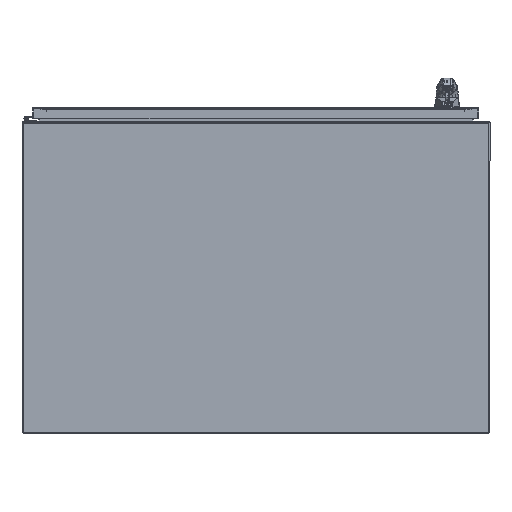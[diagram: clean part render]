
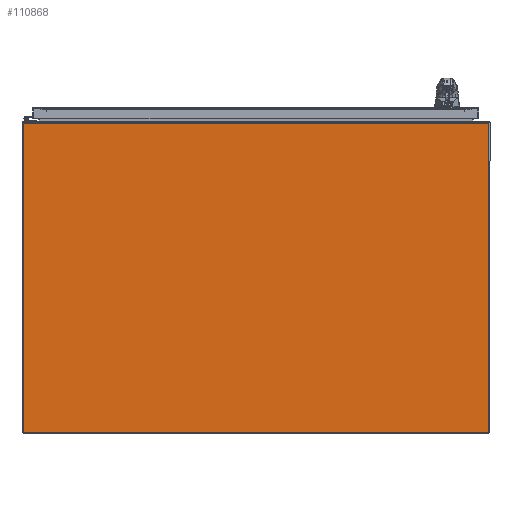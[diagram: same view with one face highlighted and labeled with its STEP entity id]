
A CAD part, front view. The second image highlights one B-rep face of the part: STEP entity #110868.
In plain terms, the highlighted face is planar.
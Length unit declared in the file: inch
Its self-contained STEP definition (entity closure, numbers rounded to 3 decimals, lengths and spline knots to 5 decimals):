
#3855 = VERTEX_POINT ( 'NONE', #36372 ) ;
#17590 = VECTOR ( 'NONE', #17956, 39.37008 ) ;
#17956 = DIRECTION ( 'NONE',  ( 1., 0., 0. ) ) ;
#21318 = VERTEX_POINT ( 'NONE', #90997 ) ;
#24294 = CARTESIAN_POINT ( 'NONE',  ( 35.9376, 0., 0. ) ) ;
#32696 = LINE ( 'NONE', #142298, #96467 ) ;
#35936 = DIRECTION ( 'NONE',  ( 0., -1., 0. ) ) ;
#36372 = CARTESIAN_POINT ( 'NONE',  ( 0., -23.90635, 0. ) ) ;
#42350 = LINE ( 'NONE', #24294, #130410 ) ;
#43878 = DIRECTION ( 'NONE',  ( -1., 0., 0. ) ) ;
#48786 = DIRECTION ( 'NONE',  ( 0., 0., 1. ) ) ;
#57573 = ORIENTED_EDGE ( 'NONE', *, *, #87893, .T. ) ;
#61168 = CARTESIAN_POINT ( 'NONE',  ( 35.9376, -23.90635, 0. ) ) ;
#62623 = EDGE_CURVE ( 'NONE', #64147, #21318, #85253, .T. ) ;
#64147 = VERTEX_POINT ( 'NONE', #123278 ) ;
#67622 = ORIENTED_EDGE ( 'NONE', *, *, #72711, .T. ) ;
#70490 = VERTEX_POINT ( 'NONE', #61168 ) ;
#72711 = EDGE_CURVE ( 'NONE', #21318, #70490, #42350, .T. ) ;
#77003 = AXIS2_PLACEMENT_3D ( 'NONE', #120521, #48786, #132523 ) ;
#77792 = EDGE_CURVE ( 'NONE', #70490, #3855, #154058, .T. ) ;
#77795 = CARTESIAN_POINT ( 'NONE',  ( 0., 0., 0. ) ) ;
#85253 = LINE ( 'NONE', #77795, #17590 ) ;
#87893 = EDGE_CURVE ( 'NONE', #3855, #64147, #32696, .T. ) ;
#90997 = CARTESIAN_POINT ( 'NONE',  ( 35.9376, 0., 0. ) ) ;
#91053 = CARTESIAN_POINT ( 'NONE',  ( 26.9532, -23.90635, 0. ) ) ;
#93808 = FACE_OUTER_BOUND ( 'NONE', #135342, .T. ) ;
#95318 = ORIENTED_EDGE ( 'NONE', *, *, #77792, .T. ) ;
#96467 = VECTOR ( 'NONE', #153873, 39.37008 ) ;
#110868 = ADVANCED_FACE ( 'NONE', ( #93808 ), #144004, .F. ) ;
#120521 = CARTESIAN_POINT ( 'NONE',  ( 17.9688, -12.01565, 0. ) ) ;
#122259 = VECTOR ( 'NONE', #43878, 39.37008 ) ;
#123278 = CARTESIAN_POINT ( 'NONE',  ( 0., 0., 0. ) ) ;
#129165 = ORIENTED_EDGE ( 'NONE', *, *, #62623, .T. ) ;
#130410 = VECTOR ( 'NONE', #35936, 39.37008 ) ;
#132523 = DIRECTION ( 'NONE',  ( 1., 0., 0. ) ) ;
#135342 = EDGE_LOOP ( 'NONE', ( #95318, #57573, #129165, #67622 ) ) ;
#142298 = CARTESIAN_POINT ( 'NONE',  ( 0., -24.0313, 0. ) ) ;
#144004 = PLANE ( 'NONE',  #77003 ) ;
#153873 = DIRECTION ( 'NONE',  ( 0., 1., 0. ) ) ;
#154058 = LINE ( 'NONE', #91053, #122259 ) ;
